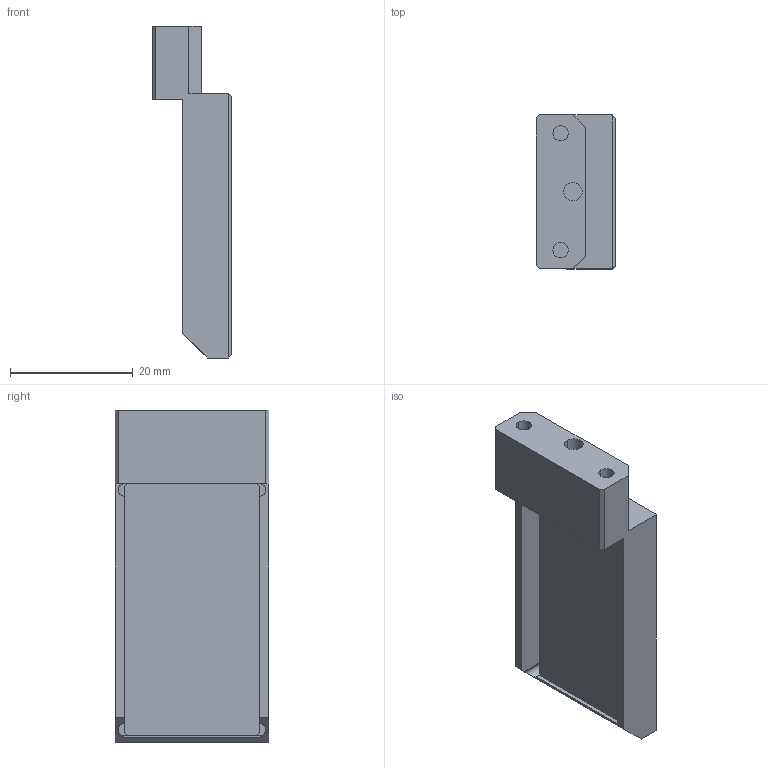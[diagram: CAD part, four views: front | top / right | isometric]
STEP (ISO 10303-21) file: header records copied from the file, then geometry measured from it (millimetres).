
FILE_DESCRIPTION (( 'STEP AP203' ), '1' );
FILE_NAME ('DP71116-A_SPMI002__.step', '2022-02-15T14:54:54', ( '' ), ( '' ), 'SwSTEP 2.0', 'SolidWorks 2021', '' );
FILE_SCHEMA (( 'CONFIG_CONTROL_DESIGN' ));
Length unit declared in the file: millimetre
Products named in the file (1): DP71116-A_SPMI002__
Bounding box: 13 x 25 x 54 mm (x, y, z)
Surface area: 5221.1 mm2 (no closed solid volume)
Topology: 0 solids, 3 shells, 59 faces, 174 edges, 116 vertices
Faces by surface type: plane 35, cylinder 20, cone 4
Entity records: 2010 total; most frequent: CARTESIAN_POINT 371, DIRECTION 326, ORIENTED_EDGE 304, EDGE_CURVE 174, LINE 128, VECTOR 128, VERTEX_POINT 116, AXIS2_PLACEMENT_3D 99
